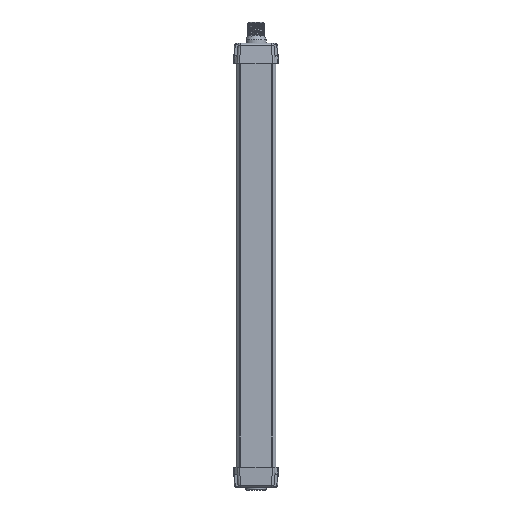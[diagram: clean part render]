
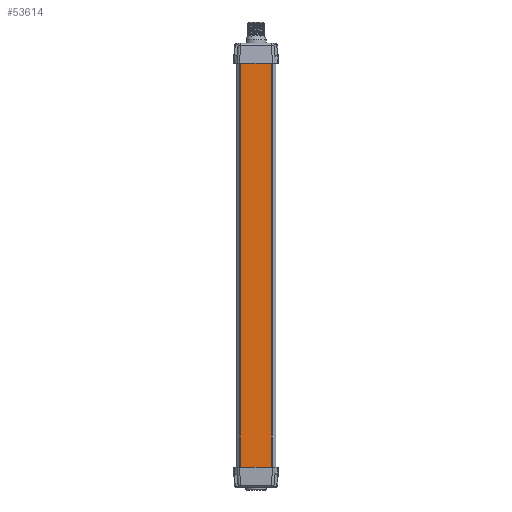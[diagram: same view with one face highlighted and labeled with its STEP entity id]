
A CAD part, front view. The second image highlights one B-rep face of the part: STEP entity #53614.
In plain terms, the highlighted planar face has unit normal (0, -1, 0).
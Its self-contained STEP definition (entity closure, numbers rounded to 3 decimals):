
#278=DIRECTION('',(1.,0.,0.));
#279=VECTOR('',#278,0.05);
#280=CARTESIAN_POINT('',(-11.,-7.7,-143.));
#281=LINE('',#280,#279);
#295=DIRECTION('',(0.,0.,-1.));
#296=VECTOR('',#295,0.6);
#297=CARTESIAN_POINT('',(10.95,-7.7,-143.));
#298=LINE('',#297,#296);
#299=DIRECTION('',(0.,0.,-1.));
#300=VECTOR('',#299,0.6);
#301=CARTESIAN_POINT('',(-10.95,-7.7,-143.));
#302=LINE('',#301,#300);
#303=DIRECTION('',(0.,0.,-1.));
#304=VECTOR('',#303,286.);
#305=CARTESIAN_POINT('',(-11.,-7.7,143.));
#306=LINE('',#305,#304);
#307=DIRECTION('',(1.,0.,0.));
#308=VECTOR('',#307,0.05);
#309=CARTESIAN_POINT('',(-11.,-7.7,143.));
#310=LINE('',#309,#308);
#311=DIRECTION('',(0.,0.,1.));
#312=VECTOR('',#311,0.6);
#313=CARTESIAN_POINT('',(-10.95,-7.7,143.));
#314=LINE('',#313,#312);
#315=DIRECTION('',(0.,0.,1.));
#316=VECTOR('',#315,0.6);
#317=CARTESIAN_POINT('',(10.95,-7.7,143.));
#318=LINE('',#317,#316);
#319=DIRECTION('',(1.,0.,0.));
#320=VECTOR('',#319,0.05);
#321=CARTESIAN_POINT('',(10.95,-7.7,143.));
#322=LINE('',#321,#320);
#323=DIRECTION('',(0.,0.,-1.));
#324=VECTOR('',#323,286.);
#325=CARTESIAN_POINT('',(11.,-7.7,143.));
#326=LINE('',#325,#324);
#336=DIRECTION('',(1.,0.,0.));
#337=VECTOR('',#336,0.05);
#338=CARTESIAN_POINT('',(10.95,-7.7,-143.));
#339=LINE('',#338,#337);
#847=DIRECTION('',(-1.,0.,0.));
#848=VECTOR('',#847,21.9);
#849=CARTESIAN_POINT('',(10.95,-7.7,143.6));
#850=LINE('',#849,#848);
#14186=DIRECTION('',(1.,0.,0.));
#14187=VECTOR('',#14186,21.9);
#14188=CARTESIAN_POINT('',(-10.95,-7.7,-143.6));
#14189=LINE('',#14188,#14187);
#50930=CARTESIAN_POINT('',(-11.,-7.7,-143.));
#50932=VERTEX_POINT('',#50930);
#50936=CARTESIAN_POINT('',(-11.,-7.7,143.));
#50937=VERTEX_POINT('',#50936);
#50939=CARTESIAN_POINT('',(11.,-7.7,-143.));
#50941=VERTEX_POINT('',#50939);
#50942=CARTESIAN_POINT('',(11.,-7.7,143.));
#50943=VERTEX_POINT('',#50942);
#51456=CARTESIAN_POINT('',(10.95,-7.7,143.));
#51457=VERTEX_POINT('',#51456);
#51458=CARTESIAN_POINT('',(-10.95,-7.7,143.));
#51459=VERTEX_POINT('',#51458);
#51492=CARTESIAN_POINT('',(10.95,-7.7,143.6));
#51493=CARTESIAN_POINT('',(-10.95,-7.7,143.6));
#51494=VERTEX_POINT('',#51492);
#51495=VERTEX_POINT('',#51493);
#52233=CARTESIAN_POINT('',(-10.95,-7.7,-143.));
#52234=VERTEX_POINT('',#52233);
#52235=CARTESIAN_POINT('',(10.95,-7.7,-143.));
#52236=VERTEX_POINT('',#52235);
#52269=CARTESIAN_POINT('',(-10.95,-7.7,-143.6));
#52270=CARTESIAN_POINT('',(10.95,-7.7,-143.6));
#52271=VERTEX_POINT('',#52269);
#52272=VERTEX_POINT('',#52270);
#53585=CARTESIAN_POINT('',(-7.55,-7.7,143.));
#53586=DIRECTION('',(0.,-1.,0.));
#53587=DIRECTION('',(1.,0.,0.));
#53588=AXIS2_PLACEMENT_3D('',#53585,#53586,#53587);
#53589=PLANE('',#53588);
#53591=ORIENTED_EDGE('',*,*,#53590,.F.);
#53593=ORIENTED_EDGE('',*,*,#53592,.T.);
#53595=ORIENTED_EDGE('',*,*,#53594,.F.);
#53596=ORIENTED_EDGE('',*,*,#53577,.F.);
#53597=ORIENTED_EDGE('',*,*,#53549,.F.);
#53599=ORIENTED_EDGE('',*,*,#53598,.F.);
#53601=ORIENTED_EDGE('',*,*,#53600,.T.);
#53603=ORIENTED_EDGE('',*,*,#53602,.T.);
#53605=ORIENTED_EDGE('',*,*,#53604,.F.);
#53607=ORIENTED_EDGE('',*,*,#53606,.F.);
#53609=ORIENTED_EDGE('',*,*,#53608,.T.);
#53611=ORIENTED_EDGE('',*,*,#53610,.T.);
#53612=EDGE_LOOP('',(#53591,#53593,#53595,#53596,#53597,#53599,#53601,#53603,
#53605,#53607,#53609,#53611));
#53613=FACE_OUTER_BOUND('',#53612,.F.);
#53614=ADVANCED_FACE('',(#53613),#53589,.T.);
#53549=EDGE_CURVE('',#50932,#52234,#281,.T.);
#53577=EDGE_CURVE('',#52234,#52271,#302,.T.);
#53590=EDGE_CURVE('',#52236,#50941,#339,.T.);
#53592=EDGE_CURVE('',#52236,#52272,#298,.T.);
#53594=EDGE_CURVE('',#52271,#52272,#14189,.T.);
#53598=EDGE_CURVE('',#50937,#50932,#306,.T.);
#53600=EDGE_CURVE('',#50937,#51459,#310,.T.);
#53602=EDGE_CURVE('',#51459,#51495,#314,.T.);
#53604=EDGE_CURVE('',#51494,#51495,#850,.T.);
#53606=EDGE_CURVE('',#51457,#51494,#318,.T.);
#53608=EDGE_CURVE('',#51457,#50943,#322,.T.);
#53610=EDGE_CURVE('',#50943,#50941,#326,.T.);
